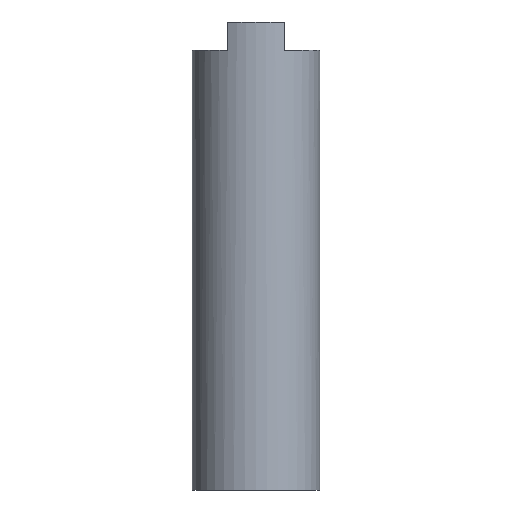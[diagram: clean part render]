
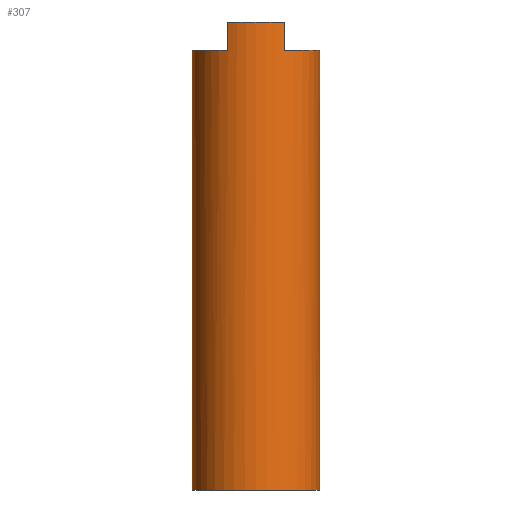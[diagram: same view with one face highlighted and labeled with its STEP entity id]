
A CAD part, front view. The second image highlights one B-rep face of the part: STEP entity #307.
In plain terms, the highlighted cylindrical face has radius 4.5 mm (diameter 9 mm), a full revolution.
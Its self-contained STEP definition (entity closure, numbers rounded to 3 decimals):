
#143=CARTESIAN_POINT('',(2.,4.031,23.));
#144=VERTEX_POINT('',#143);
#151=CARTESIAN_POINT('',(-2.,4.031,23.));
#152=VERTEX_POINT('',#151);
#153=CARTESIAN_POINT('',(0.,0.,23.));
#154=DIRECTION('',(0.,0.,1.));
#155=DIRECTION('',(1.,0.,-0.));
#156=AXIS2_PLACEMENT_3D('',#153,#154,#155);
#157=CIRCLE('',#156,4.5);
#158=EDGE_CURVE('',#144,#152,#157,.T.);
#174=CARTESIAN_POINT('',(-2.,4.031,21.));
#175=VERTEX_POINT('',#174);
#184=CARTESIAN_POINT('',(-2.,4.031,21.));
#185=DIRECTION('',(0.,0.,1.));
#186=VECTOR('',#185,2.);
#187=LINE('',#184,#186);
#188=EDGE_CURVE('',#175,#152,#187,.T.);
#198=CARTESIAN_POINT('',(2.,-4.031,21.));
#199=VERTEX_POINT('',#198);
#207=CARTESIAN_POINT('',(2.,-4.031,23.));
#208=VERTEX_POINT('',#207);
#215=CARTESIAN_POINT('',(2.,-4.031,21.));
#216=DIRECTION('',(0.,0.,1.));
#217=VECTOR('',#216,2.);
#218=LINE('',#215,#217);
#219=EDGE_CURVE('',#199,#208,#218,.T.);
#224=CARTESIAN_POINT('',(0.,0.,23.));
#225=DIRECTION('',(0.,0.,-1.));
#226=DIRECTION('',(-1.,0.,0.));
#227=AXIS2_PLACEMENT_3D('',#224,#225,#226);
#228=CYLINDRICAL_SURFACE('',#227,4.5);
#229=CARTESIAN_POINT('',(-4.5,0.,-10.));
#230=VERTEX_POINT('',#229);
#231=CARTESIAN_POINT('',(-4.5,0.,21.));
#232=VERTEX_POINT('',#231);
#233=CARTESIAN_POINT('',(-4.5,0.,-10.));
#234=DIRECTION('',(-0.,-0.,1.));
#235=VECTOR('',#234,31.);
#236=LINE('',#233,#235);
#237=EDGE_CURVE('',#230,#232,#236,.T.);
#238=ORIENTED_EDGE('',*,*,#237,.T.);
#239=CARTESIAN_POINT('',(0.,0.,21.));
#240=DIRECTION('',(0.,0.,1.));
#241=DIRECTION('',(1.,0.,-0.));
#242=AXIS2_PLACEMENT_3D('',#239,#240,#241);
#243=CIRCLE('',#242,4.5);
#244=EDGE_CURVE('',#175,#232,#243,.T.);
#245=ORIENTED_EDGE('',*,*,#244,.F.);
#246=ORIENTED_EDGE('',*,*,#188,.T.);
#247=ORIENTED_EDGE('',*,*,#158,.F.);
#248=CARTESIAN_POINT('',(2.,4.031,21.));
#249=VERTEX_POINT('',#248);
#250=CARTESIAN_POINT('',(2.,4.031,21.));
#251=DIRECTION('',(0.,0.,1.));
#252=VECTOR('',#251,2.);
#253=LINE('',#250,#252);
#254=EDGE_CURVE('',#249,#144,#253,.T.);
#255=ORIENTED_EDGE('',*,*,#254,.F.);
#256=CARTESIAN_POINT('',(0.,0.,21.));
#257=DIRECTION('',(0.,0.,1.));
#258=DIRECTION('',(1.,0.,-0.));
#259=AXIS2_PLACEMENT_3D('',#256,#257,#258);
#260=CIRCLE('',#259,4.5);
#261=EDGE_CURVE('',#199,#249,#260,.T.);
#262=ORIENTED_EDGE('',*,*,#261,.F.);
#263=ORIENTED_EDGE('',*,*,#219,.T.);
#264=CARTESIAN_POINT('',(-2.,-4.031,23.));
#265=VERTEX_POINT('',#264);
#266=CARTESIAN_POINT('',(0.,0.,23.));
#267=DIRECTION('',(0.,0.,1.));
#268=DIRECTION('',(1.,0.,-0.));
#269=AXIS2_PLACEMENT_3D('',#266,#267,#268);
#270=CIRCLE('',#269,4.5);
#271=EDGE_CURVE('',#265,#208,#270,.T.);
#272=ORIENTED_EDGE('',*,*,#271,.F.);
#273=CARTESIAN_POINT('',(-2.,-4.031,21.));
#274=VERTEX_POINT('',#273);
#275=CARTESIAN_POINT('',(-2.,-4.031,21.));
#276=DIRECTION('',(0.,0.,1.));
#277=VECTOR('',#276,2.);
#278=LINE('',#275,#277);
#279=EDGE_CURVE('',#274,#265,#278,.T.);
#280=ORIENTED_EDGE('',*,*,#279,.F.);
#281=CARTESIAN_POINT('',(0.,0.,21.));
#282=DIRECTION('',(0.,0.,1.));
#283=DIRECTION('',(1.,0.,-0.));
#284=AXIS2_PLACEMENT_3D('',#281,#282,#283);
#285=CIRCLE('',#284,4.5);
#286=EDGE_CURVE('',#232,#274,#285,.T.);
#287=ORIENTED_EDGE('',*,*,#286,.F.);
#288=ORIENTED_EDGE('',*,*,#237,.F.);
#289=CARTESIAN_POINT('',(4.5,-0.,-10.));
#290=VERTEX_POINT('',#289);
#291=CARTESIAN_POINT('',(0.,0.,-10.));
#292=DIRECTION('',(0.,0.,1.));
#293=DIRECTION('',(1.,0.,-0.));
#294=AXIS2_PLACEMENT_3D('',#291,#292,#293);
#295=CIRCLE('',#294,4.5);
#296=EDGE_CURVE('',#230,#290,#295,.T.);
#297=ORIENTED_EDGE('',*,*,#296,.T.);
#298=CARTESIAN_POINT('',(0.,0.,-10.));
#299=DIRECTION('',(0.,0.,1.));
#300=DIRECTION('',(1.,0.,-0.));
#301=AXIS2_PLACEMENT_3D('',#298,#299,#300);
#302=CIRCLE('',#301,4.5);
#303=EDGE_CURVE('',#290,#230,#302,.T.);
#304=ORIENTED_EDGE('',*,*,#303,.T.);
#305=EDGE_LOOP('',(#238,#245,#246,#247,#255,#262,#263,#272,#280,#287,#288,#297,#304));
#306=FACE_BOUND('',#305,.T.);
#307=ADVANCED_FACE('',(#306),#228,.T.);
